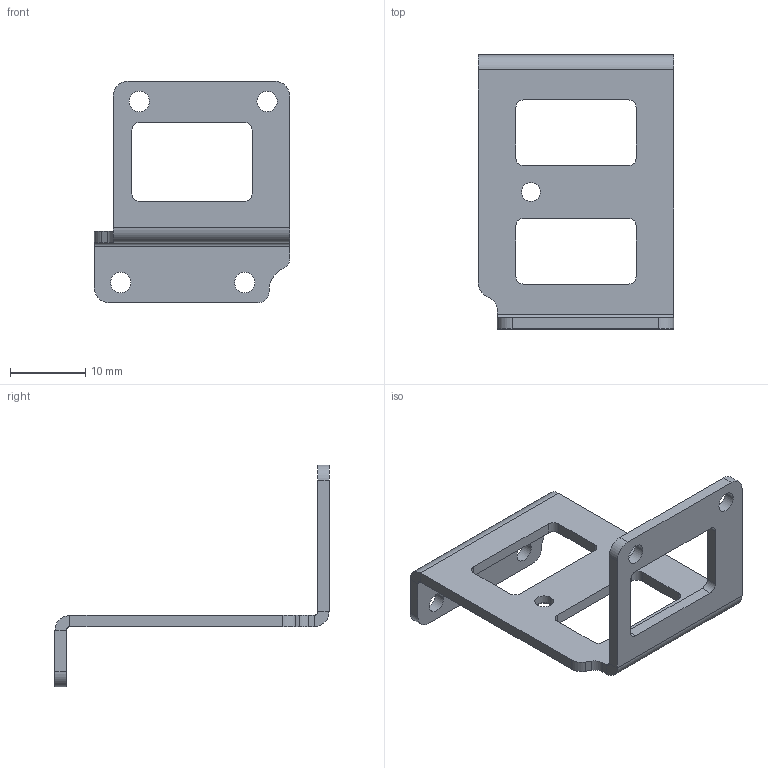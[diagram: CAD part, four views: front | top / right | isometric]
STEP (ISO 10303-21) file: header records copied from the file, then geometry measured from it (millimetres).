
FILE_DESCRIPTION(/* description */ (''),/* implementation_level */ '2;1');
FILE_NAME(/* name */ '9R_PR13_B_BRKT_PELV_R.step',/* time_stamp */ '2011-05-25T18:11:46-04:00',/* author */ (''),/* organization */ (''),/* preprocessor_version */ 'ST-DEVELOPER v11',/* originating_system */ 'SIEMENS PLM Software NX 7.0',/* authorisation */ '');
FILE_SCHEMA (('AUTOMOTIVE_DESIGN { 1 0 10303 214 1 1 1 1 }'));
Length unit declared in the file: millimetre
Products named in the file (1): 9R_PR13_B_BRKT_PELV_R
Bounding box: 26 x 36.5 x 29.5 mm (x, y, z)
Volume: 1652.4 mm3; surface area: 2744.3 mm2
Topology: 1 solids, 1 shells, 69 faces, 183 edges, 116 vertices
Faces by surface type: cylinder 34, plane 33, cone 2
Entity records: 2199 total; most frequent: DIRECTION 393, CARTESIAN_POINT 369, ORIENTED_EDGE 366, EDGE_CURVE 183, AXIS2_PLACEMENT_3D 140, VERTEX_POINT 116, LINE 113, VECTOR 113
